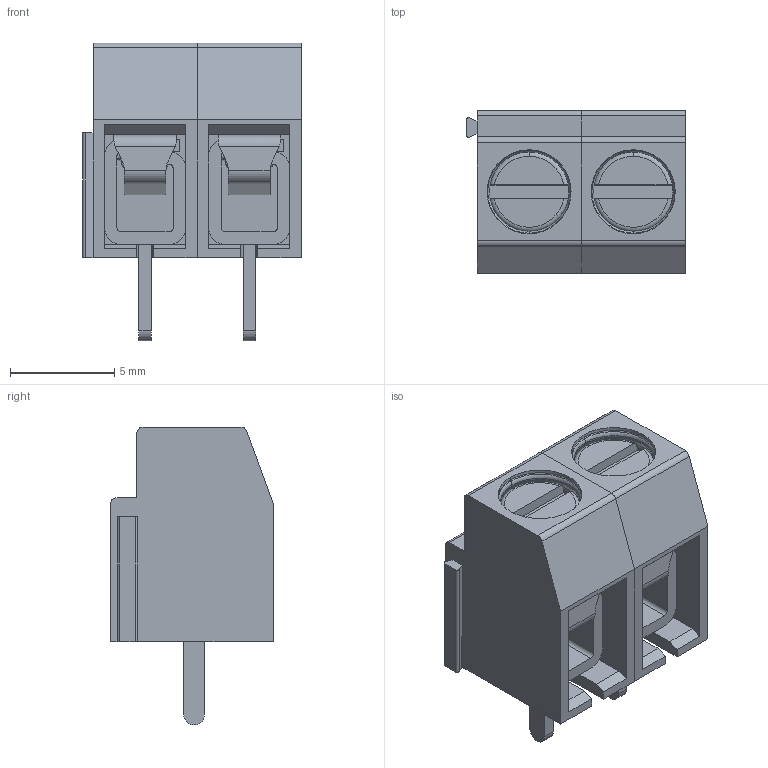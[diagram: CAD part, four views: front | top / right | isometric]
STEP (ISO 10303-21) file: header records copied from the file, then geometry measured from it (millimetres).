
FILE_DESCRIPTION (( 'STEP AP214' ), '1' );
FILE_NAME ('CONN-TH_2P-P5.00_MX126-5.0-GN01-02P-CU-S-A.STEP', '2023-03-24T06:40:41', ( '' ), ( '' ), 'SwSTEP 2.0', 'SolidWorks 2020', '' );
FILE_SCHEMA (( 'AUTOMOTIVE_DESIGN' ));
Length unit declared in the file: millimetre
Products named in the file (1): CONN-TH_2P-P5.00_MX126-5.0-GN01-02P-CU-S-A
Bounding box: 10.5 x 7.8 x 14.3 mm (x, y, z)
Volume: 507 mm3; surface area: 1639.2 mm2
Topology: 6 solids, 6 shells, 804 faces, 2110 edges, 1362 vertices
Faces by surface type: plane 390, bspline 196, cylinder 124, cone 64, torus 30
Entity records: 34625 total; most frequent: CARTESIAN_POINT 7105, ORIENTED_EDGE 4220, DIRECTION 3192, EDGE_CURVE 2110, VERTEX_POINT 1362, VECTOR 1342, LINE 1342, AXIS2_PLACEMENT_3D 925
